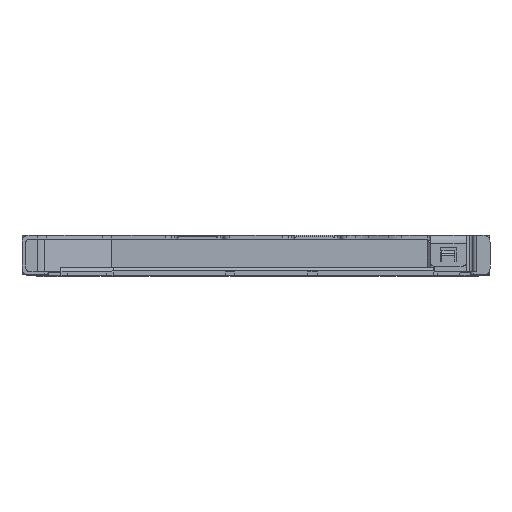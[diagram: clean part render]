
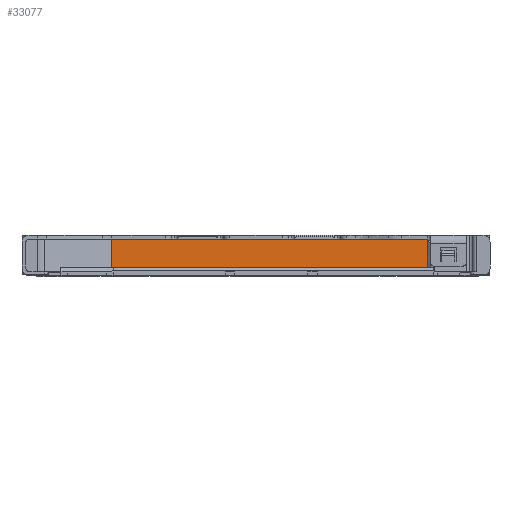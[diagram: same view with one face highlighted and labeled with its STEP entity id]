
A CAD part, top view. The second image highlights one B-rep face of the part: STEP entity #33077.
In plain terms, the highlighted planar face has unit normal (0, 0, 1).
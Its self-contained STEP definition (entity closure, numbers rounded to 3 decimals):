
#49 = VERTEX_POINT ( 'NONE', #32310 ) ;
#318 = DIRECTION ( 'NONE',  ( -1., 0., 0. ) ) ;
#466 = VERTEX_POINT ( 'NONE', #20977 ) ;
#488 = LINE ( 'NONE', #14950, #7767 ) ;
#657 = PLANE ( 'NONE',  #20223 ) ;
#741 = EDGE_CURVE ( 'NONE', #27631, #49, #11420, .T. ) ;
#1739 = ORIENTED_EDGE ( 'NONE', *, *, #18798, .F. ) ;
#1911 = DIRECTION ( 'NONE',  ( -1., 0., 0. ) ) ;
#1940 = VECTOR ( 'NONE', #15877, 1000. ) ;
#2081 = VERTEX_POINT ( 'NONE', #17296 ) ;
#2100 = LINE ( 'NONE', #32965, #30227 ) ;
#2407 = CARTESIAN_POINT ( 'NONE',  ( -3.643, -0.88, 12.85 ) ) ;
#2815 = DIRECTION ( 'NONE',  ( -1., 0., 0. ) ) ;
#3243 = EDGE_CURVE ( 'NONE', #466, #32029, #11694, .T. ) ;
#3408 = CARTESIAN_POINT ( 'NONE',  ( -3.643, -1.01, 12.85 ) ) ;
#3612 = VERTEX_POINT ( 'NONE', #11516 ) ;
#3807 = VERTEX_POINT ( 'NONE', #12344 ) ;
#3975 = DIRECTION ( 'NONE',  ( 0., -1., 0. ) ) ;
#3983 = EDGE_CURVE ( 'NONE', #8036, #22575, #21021, .T. ) ;
#4449 = VECTOR ( 'NONE', #12861, 1000. ) ;
#4579 = CARTESIAN_POINT ( 'NONE',  ( 6.02, -0.88, 12.85 ) ) ;
#4663 = EDGE_CURVE ( 'NONE', #24885, #33132, #18435, .T. ) ;
#4782 = LINE ( 'NONE', #19243, #32902 ) ;
#4806 = VECTOR ( 'NONE', #10460, 1000. ) ;
#4856 = VECTOR ( 'NONE', #5446, 1000. ) ;
#4909 = ORIENTED_EDGE ( 'NONE', *, *, #22019, .F. ) ;
#5301 = ORIENTED_EDGE ( 'NONE', *, *, #3983, .F. ) ;
#5326 = VECTOR ( 'NONE', #16944, 1000. ) ;
#5446 = DIRECTION ( 'NONE',  ( 1., 0., 0. ) ) ;
#5459 = CARTESIAN_POINT ( 'NONE',  ( -3.643, 0., 12.85 ) ) ;
#5610 = VECTOR ( 'NONE', #3975, 1000. ) ;
#5730 = LINE ( 'NONE', #24465, #4856 ) ;
#5935 = EDGE_CURVE ( 'NONE', #9254, #466, #4782, .T. ) ;
#6144 = EDGE_CURVE ( 'NONE', #33959, #27631, #488, .T. ) ;
#6173 = DIRECTION ( 'NONE',  ( -1., 0., 0. ) ) ;
#7071 = CARTESIAN_POINT ( 'NONE',  ( 5.43, -0.88, 12.85 ) ) ;
#7201 = ORIENTED_EDGE ( 'NONE', *, *, #4663, .F. ) ;
#7246 = VERTEX_POINT ( 'NONE', #15042 ) ;
#7767 = VECTOR ( 'NONE', #31251, 1000. ) ;
#7981 = CARTESIAN_POINT ( 'NONE',  ( -3.37, -1.01, 12.85 ) ) ;
#7985 = CARTESIAN_POINT ( 'NONE',  ( -3.643, -0.88, 12.85 ) ) ;
#7988 = ORIENTED_EDGE ( 'NONE', *, *, #26639, .T. ) ;
#8036 = VERTEX_POINT ( 'NONE', #26868 ) ;
#8674 = ORIENTED_EDGE ( 'NONE', *, *, #5935, .F. ) ;
#8895 = LINE ( 'NONE', #12781, #28025 ) ;
#9254 = VERTEX_POINT ( 'NONE', #19851 ) ;
#9949 = CARTESIAN_POINT ( 'NONE',  ( -2.87, -0.88, 12.85 ) ) ;
#10106 = CARTESIAN_POINT ( 'NONE',  ( 5.43, -1.01, 12.85 ) ) ;
#10460 = DIRECTION ( 'NONE',  ( 0., -1., 0. ) ) ;
#10659 = EDGE_CURVE ( 'NONE', #13758, #22575, #31615, .T. ) ;
#11143 = DIRECTION ( 'NONE',  ( -1., 0., 0. ) ) ;
#11420 = LINE ( 'NONE', #17019, #25028 ) ;
#11516 = CARTESIAN_POINT ( 'NONE',  ( 5.6, -0.88, 12.85 ) ) ;
#11694 = LINE ( 'NONE', #10106, #4449 ) ;
#11790 = CARTESIAN_POINT ( 'NONE',  ( -0.3, 0., 12.85 ) ) ;
#12344 = CARTESIAN_POINT ( 'NONE',  ( -1.7, 0., 12.85 ) ) ;
#12569 = ORIENTED_EDGE ( 'NONE', *, *, #741, .F. ) ;
#12570 = LINE ( 'NONE', #30516, #5326 ) ;
#12781 = CARTESIAN_POINT ( 'NONE',  ( -6.18, 0., 12.85 ) ) ;
#12861 = DIRECTION ( 'NONE',  ( 0., 1., 0. ) ) ;
#13145 = CARTESIAN_POINT ( 'NONE',  ( -3.643, -1.01, 12.85 ) ) ;
#13153 = CARTESIAN_POINT ( 'NONE',  ( 6.07, -1.01, 12.85 ) ) ;
#13523 = EDGE_CURVE ( 'NONE', #2081, #8036, #12570, .T. ) ;
#13758 = VERTEX_POINT ( 'NONE', #23593 ) ;
#14463 = VERTEX_POINT ( 'NONE', #5459 ) ;
#14950 = CARTESIAN_POINT ( 'NONE',  ( -3.37, -1.01, 12.85 ) ) ;
#15042 = CARTESIAN_POINT ( 'NONE',  ( 1.9, 0., 12.85 ) ) ;
#15877 = DIRECTION ( 'NONE',  ( 0., 1., 0. ) ) ;
#16081 = LINE ( 'NONE', #2407, #16936 ) ;
#16936 = VECTOR ( 'NONE', #21465, 1000. ) ;
#16944 = DIRECTION ( 'NONE',  ( 1., 0., 0. ) ) ;
#16946 = EDGE_CURVE ( 'NONE', #13758, #3612, #16081, .T. ) ;
#17004 = VECTOR ( 'NONE', #2815, 1000. ) ;
#17019 = CARTESIAN_POINT ( 'NONE',  ( -3.643, -0.88, 12.85 ) ) ;
#17296 = CARTESIAN_POINT ( 'NONE',  ( 3.3, 0., 12.85 ) ) ;
#17666 = DIRECTION ( 'NONE',  ( -1., 0., 0. ) ) ;
#17749 = FACE_OUTER_BOUND ( 'NONE', #27504, .T. ) ;
#18120 = CARTESIAN_POINT ( 'NONE',  ( -3.37, -0.88, 12.85 ) ) ;
#18152 = CARTESIAN_POINT ( 'NONE',  ( 6.07, -0.857, 12.85 ) ) ;
#18435 = LINE ( 'NONE', #26752, #4806 ) ;
#18798 = EDGE_CURVE ( 'NONE', #33132, #33959, #24105, .T. ) ;
#18883 = CARTESIAN_POINT ( 'NONE',  ( 6.07, -0.83, 12.85 ) ) ;
#18998 = EDGE_CURVE ( 'NONE', #49, #14463, #23671, .T. ) ;
#19243 = CARTESIAN_POINT ( 'NONE',  ( -3.643, -1.01, 12.85 ) ) ;
#19851 = CARTESIAN_POINT ( 'NONE',  ( 5.6, -1.01, 12.85 ) ) ;
#19960 = CARTESIAN_POINT ( 'NONE',  ( -2.87, -1.01, 12.85 ) ) ;
#20162 = VECTOR ( 'NONE', #26703, 1000. ) ;
#20223 = AXIS2_PLACEMENT_3D ( 'NONE', #3408, #27807, #6173 ) ;
#20284 = EDGE_CURVE ( 'NONE', #26313, #7246, #5730, .T. ) ;
#20882 = CARTESIAN_POINT ( 'NONE',  ( 6.048, -0.88, 12.85 ) ) ;
#20977 = CARTESIAN_POINT ( 'NONE',  ( 5.43, -1.01, 12.85 ) ) ;
#21021 = LINE ( 'NONE', #13153, #20162 ) ;
#21465 = DIRECTION ( 'NONE',  ( -1., 0., 0. ) ) ;
#21790 = ORIENTED_EDGE ( 'NONE', *, *, #13523, .F. ) ;
#22019 = EDGE_CURVE ( 'NONE', #32029, #24885, #34150, .T. ) ;
#22191 = ORIENTED_EDGE ( 'NONE', *, *, #31255, .T. ) ;
#22575 = VERTEX_POINT ( 'NONE', #18883 ) ;
#23593 = CARTESIAN_POINT ( 'NONE',  ( 6.02, -0.88, 12.85 ) ) ;
#23611 = CARTESIAN_POINT ( 'NONE',  ( 6.07, -0.83, 12.85 ) ) ;
#23671 = LINE ( 'NONE', #13145, #1940 ) ;
#24105 = LINE ( 'NONE', #28511, #28789 ) ;
#24460 = ORIENTED_EDGE ( 'NONE', *, *, #32094, .T. ) ;
#24465 = CARTESIAN_POINT ( 'NONE',  ( -3.643, 0., 12.85 ) ) ;
#24885 = VERTEX_POINT ( 'NONE', #9949 ) ;
#25028 = VECTOR ( 'NONE', #27954, 1000. ) ;
#25078 = LINE ( 'NONE', #32724, #17004 ) ;
#25228 = EDGE_CURVE ( 'NONE', #3612, #9254, #34582, .T. ) ;
#26313 = VERTEX_POINT ( 'NONE', #11790 ) ;
#26639 = EDGE_CURVE ( 'NONE', #26313, #3807, #25078, .T. ) ;
#26703 = DIRECTION ( 'NONE',  ( 0., -1., 0. ) ) ;
#26752 = CARTESIAN_POINT ( 'NONE',  ( -2.87, -1.01, 12.85 ) ) ;
#26868 = CARTESIAN_POINT ( 'NONE',  ( 6.07, 0., 12.85 ) ) ;
#26877 = VECTOR ( 'NONE', #35253, 1000. ) ;
#27504 = EDGE_LOOP ( 'NONE', ( #1739, #7201, #4909, #31537, #8674, #34484, #29237, #34018, #5301, #21790, #24460, #33679, #7988, #22191, #27584, #12569, #31079 ) ) ;
#27584 = ORIENTED_EDGE ( 'NONE', *, *, #18998, .F. ) ;
#27631 = VERTEX_POINT ( 'NONE', #18120 ) ;
#27807 = DIRECTION ( 'NONE',  ( 0., 0., -1. ) ) ;
#27954 = DIRECTION ( 'NONE',  ( -1., 0., 0. ) ) ;
#28025 = VECTOR ( 'NONE', #1911, 1000. ) ;
#28511 = CARTESIAN_POINT ( 'NONE',  ( -3.643, -1.01, 12.85 ) ) ;
#28789 = VECTOR ( 'NONE', #17666, 1000. ) ;
#29237 = ORIENTED_EDGE ( 'NONE', *, *, #16946, .F. ) ;
#30227 = VECTOR ( 'NONE', #318, 1000. ) ;
#30516 = CARTESIAN_POINT ( 'NONE',  ( -3.643, 0., 12.85 ) ) ;
#31079 = ORIENTED_EDGE ( 'NONE', *, *, #6144, .F. ) ;
#31251 = DIRECTION ( 'NONE',  ( 0., 1., 0. ) ) ;
#31255 = EDGE_CURVE ( 'NONE', #3807, #14463, #2100, .T. ) ;
#31537 = ORIENTED_EDGE ( 'NONE', *, *, #3243, .F. ) ;
#31615 = B_SPLINE_CURVE_WITH_KNOTS ( 'NONE', 3,
 ( #4579, #20882, #18152, #23611 ),
 .UNSPECIFIED., .F., .F.,
 ( 4, 4 ),
 ( 0., 1. ),
 .UNSPECIFIED. ) ;
#32029 = VERTEX_POINT ( 'NONE', #7071 ) ;
#32094 = EDGE_CURVE ( 'NONE', #2081, #7246, #8895, .T. ) ;
#32310 = CARTESIAN_POINT ( 'NONE',  ( -3.643, -0.88, 12.85 ) ) ;
#32724 = CARTESIAN_POINT ( 'NONE',  ( -6.18, 0., 12.85 ) ) ;
#32902 = VECTOR ( 'NONE', #11143, 1000. ) ;
#32965 = CARTESIAN_POINT ( 'NONE',  ( -6.18, 0., 12.85 ) ) ;
#33077 = ADVANCED_FACE ( 'NONE', ( #17749 ), #657, .F. ) ;
#33132 = VERTEX_POINT ( 'NONE', #19960 ) ;
#33679 = ORIENTED_EDGE ( 'NONE', *, *, #20284, .F. ) ;
#33861 = CARTESIAN_POINT ( 'NONE',  ( 5.6, -1.01, 12.85 ) ) ;
#33959 = VERTEX_POINT ( 'NONE', #7981 ) ;
#34018 = ORIENTED_EDGE ( 'NONE', *, *, #10659, .T. ) ;
#34150 = LINE ( 'NONE', #7985, #26877 ) ;
#34484 = ORIENTED_EDGE ( 'NONE', *, *, #25228, .F. ) ;
#34582 = LINE ( 'NONE', #33861, #5610 ) ;
#35253 = DIRECTION ( 'NONE',  ( -1., 0., 0. ) ) ;
